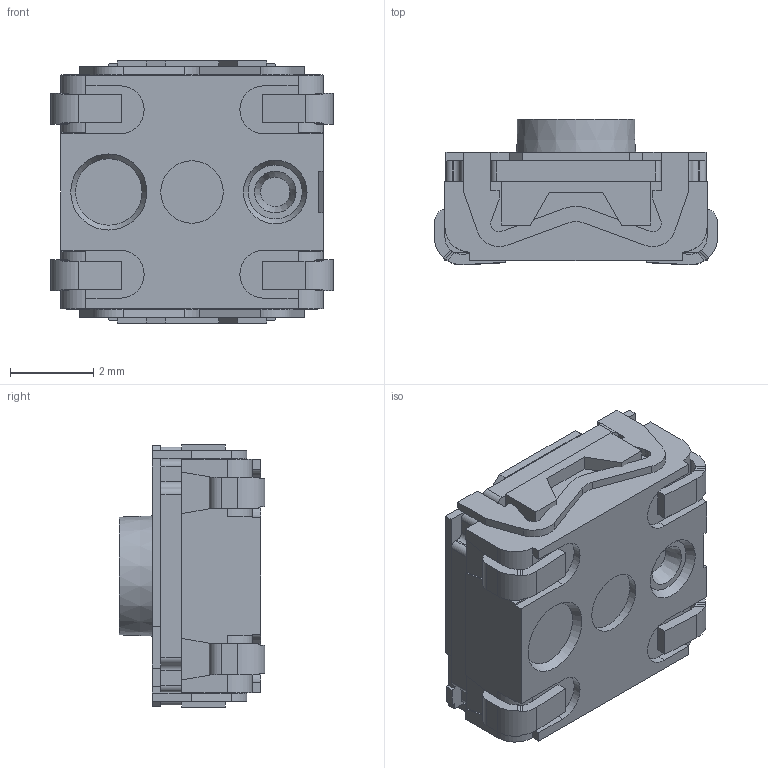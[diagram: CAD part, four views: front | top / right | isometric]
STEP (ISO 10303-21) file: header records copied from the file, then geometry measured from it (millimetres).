
FILE_DESCRIPTION(/* description */ ('STEP AP242','CAx-IF Rec.Pracs.---Representation and Presentation of Product Manufacturing Information (PMI)---4.0---2014-10-13','CAx-IF Rec.Pracs.---3D Tessellated Geometry---0.4---2014-09-14','2;1'),/* implementation_level */ '2;1');
FILE_NAME(/* name */ 'KSC222JLFS',/* time_stamp */ '2025-10-30T03:11:11+01:00',/* author */ ('License CC BY-ND 4.0'),/* organization */ ('CADENAS'),/* preprocessor_version */ 'ST-DEVELOPER v19.3',/* originating_system */ 'PARTsolutions',/* authorisation */ ' ');
FILE_SCHEMA (('AP242_MANAGED_MODEL_BASED_3D_ENGINEERING_MIM_LF { 1 0 10303 442 1 1 4 }'));
Length unit declared in the file: millimetre
Products named in the file (5): KSC222JLFS; KSC2 - body; KSC2  - button; KSC2 - cover; KSC22J_pin
Assembly tree (7 placements, depth 2):
  KSC222JLFS
    KSC2 - body
    KSC2  - button
    KSC2 - cover
    KSC22J_pin  x4
Bounding box: 6.8 x 3.5 x 6.3 mm (x, y, z)
Volume: 98.6 mm3; surface area: 327.5 mm2
Topology: 7 solids, 7 shells, 276 faces, 771 edges, 510 vertices
Faces by surface type: plane 206, cylinder 66, cone 4
Full cylindrical faces by diameter (mm): 1.5 x1, 3.28 x1
Entity records: 7244 total; most frequent: CARTESIAN_POINT 1289, ORIENTED_EDGE 1242, DIRECTION 1167, EDGE_CURVE 621, LINE 519, VECTOR 519, VERTEX_POINT 414, AXIS2_PLACEMENT_3D 324
